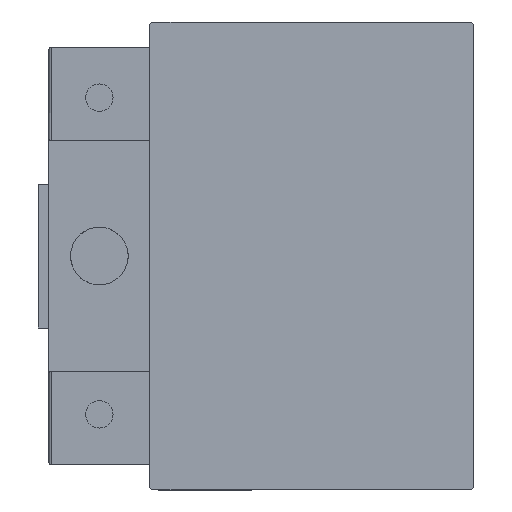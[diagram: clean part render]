
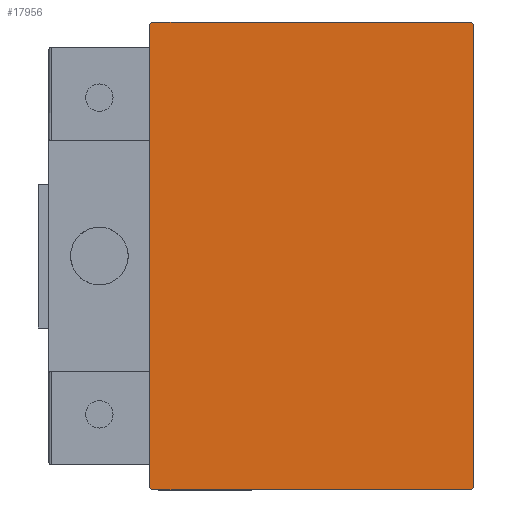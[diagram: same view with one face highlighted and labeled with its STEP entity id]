
A CAD part, left-side view. The second image highlights one B-rep face of the part: STEP entity #17956.
In plain terms, the highlighted face is planar.
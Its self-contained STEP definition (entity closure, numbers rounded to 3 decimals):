
#37 = VERTEX_POINT ( 'NONE', #8002 ) ;
#2057 = EDGE_CURVE ( 'NONE', #11406, #50525, #35386, .T. ) ;
#2918 = LINE ( 'NONE', #18541, #11574 ) ;
#3193 = VECTOR ( 'NONE', #7624, 1000. ) ;
#4017 = ORIENTED_EDGE ( 'NONE', *, *, #48759, .T. ) ;
#4489 = DIRECTION ( 'NONE',  ( 0., -0.707, 0.707 ) ) ;
#5691 = CARTESIAN_POINT ( 'NONE',  ( 70., 22.5, -32.2 ) ) ;
#5766 = CARTESIAN_POINT ( 'NONE',  ( 70., 22.2, 32.5 ) ) ;
#7624 = DIRECTION ( 'NONE',  ( 0., 0., -1. ) ) ;
#8002 = CARTESIAN_POINT ( 'NONE',  ( 70., -22.5, 32.2 ) ) ;
#8504 = DIRECTION ( 'NONE',  ( 0., 0., 1. ) ) ;
#8736 = CARTESIAN_POINT ( 'NONE',  ( 70., -27.35, -27.35 ) ) ;
#10036 = VECTOR ( 'NONE', #24334, 1000. ) ;
#10502 = CARTESIAN_POINT ( 'NONE',  ( 70., -22.5, -32.5 ) ) ;
#10940 = CARTESIAN_POINT ( 'NONE',  ( 70., -22.2, -32.5 ) ) ;
#11406 = VERTEX_POINT ( 'NONE', #5691 ) ;
#11574 = VECTOR ( 'NONE', #22621, 1000. ) ;
#12237 = LINE ( 'NONE', #27834, #3193 ) ;
#12830 = VERTEX_POINT ( 'NONE', #28541 ) ;
#12896 = ORIENTED_EDGE ( 'NONE', *, *, #20316, .T. ) ;
#14046 = AXIS2_PLACEMENT_3D ( 'NONE', #44902, #24174, #24681 ) ;
#14299 = EDGE_CURVE ( 'NONE', #14702, #17057, #41961, .T. ) ;
#14328 = DIRECTION ( 'NONE',  ( 0., 1., 0. ) ) ;
#14702 = VERTEX_POINT ( 'NONE', #10940 ) ;
#16755 = PLANE ( 'NONE',  #14046 ) ;
#17040 = LINE ( 'NONE', #48258, #18897 ) ;
#17057 = VERTEX_POINT ( 'NONE', #49308 ) ;
#17090 = ORIENTED_EDGE ( 'NONE', *, *, #32080, .T. ) ;
#17433 = EDGE_CURVE ( 'NONE', #17057, #11406, #2918, .T. ) ;
#17956 = ADVANCED_FACE ( 'NONE', ( #24428 ), #16755, .T. ) ;
#18541 = CARTESIAN_POINT ( 'NONE',  ( 70., 27.35, -27.35 ) ) ;
#18897 = VECTOR ( 'NONE', #44931, 1000. ) ;
#20316 = EDGE_CURVE ( 'NONE', #44505, #14702, #43792, .T. ) ;
#21375 = ORIENTED_EDGE ( 'NONE', *, *, #39786, .T. ) ;
#22621 = DIRECTION ( 'NONE',  ( 0., 0.707, 0.707 ) ) ;
#24174 = DIRECTION ( 'NONE',  ( 1., 0., 0. ) ) ;
#24334 = DIRECTION ( 'NONE',  ( 0., 0.707, -0.707 ) ) ;
#24428 = FACE_OUTER_BOUND ( 'NONE', #30600, .T. ) ;
#24681 = DIRECTION ( 'NONE',  ( 0., 0., -1. ) ) ;
#27834 = CARTESIAN_POINT ( 'NONE',  ( 70., -22.5, 32.5 ) ) ;
#28308 = EDGE_CURVE ( 'NONE', #37, #44505, #12237, .T. ) ;
#28541 = CARTESIAN_POINT ( 'NONE',  ( 70., -22.2, 32.5 ) ) ;
#30600 = EDGE_LOOP ( 'NONE', ( #43868, #40486, #42720, #21375, #4017, #17090, #39030, #12896 ) ) ;
#30678 = VECTOR ( 'NONE', #42980, 1000. ) ;
#31639 = LINE ( 'NONE', #39560, #49657 ) ;
#32080 = EDGE_CURVE ( 'NONE', #12830, #37, #47063, .T. ) ;
#34029 = CARTESIAN_POINT ( 'NONE',  ( 70., -22.5, -32.2 ) ) ;
#35386 = LINE ( 'NONE', #47147, #39772 ) ;
#39030 = ORIENTED_EDGE ( 'NONE', *, *, #28308, .T. ) ;
#39560 = CARTESIAN_POINT ( 'NONE',  ( 70., 27.35, 27.35 ) ) ;
#39772 = VECTOR ( 'NONE', #8504, 1000. ) ;
#39786 = EDGE_CURVE ( 'NONE', #50525, #47917, #31639, .T. ) ;
#40486 = ORIENTED_EDGE ( 'NONE', *, *, #17433, .T. ) ;
#41961 = LINE ( 'NONE', #10502, #44115 ) ;
#42720 = ORIENTED_EDGE ( 'NONE', *, *, #2057, .T. ) ;
#42980 = DIRECTION ( 'NONE',  ( 0., -0.707, -0.707 ) ) ;
#43792 = LINE ( 'NONE', #8736, #10036 ) ;
#43868 = ORIENTED_EDGE ( 'NONE', *, *, #14299, .T. ) ;
#44115 = VECTOR ( 'NONE', #14328, 1000. ) ;
#44505 = VERTEX_POINT ( 'NONE', #34029 ) ;
#44902 = CARTESIAN_POINT ( 'NONE',  ( 70., 0., 0. ) ) ;
#44931 = DIRECTION ( 'NONE',  ( 0., -1., 0. ) ) ;
#47063 = LINE ( 'NONE', #48399, #30678 ) ;
#47147 = CARTESIAN_POINT ( 'NONE',  ( 70., 22.5, -32.5 ) ) ;
#47917 = VERTEX_POINT ( 'NONE', #5766 ) ;
#48258 = CARTESIAN_POINT ( 'NONE',  ( 70., 22.5, 32.5 ) ) ;
#48399 = CARTESIAN_POINT ( 'NONE',  ( 70., -27.35, 27.35 ) ) ;
#48759 = EDGE_CURVE ( 'NONE', #47917, #12830, #17040, .T. ) ;
#49308 = CARTESIAN_POINT ( 'NONE',  ( 70., 22.2, -32.5 ) ) ;
#49657 = VECTOR ( 'NONE', #4489, 1000. ) ;
#50337 = CARTESIAN_POINT ( 'NONE',  ( 70., 22.5, 32.2 ) ) ;
#50525 = VERTEX_POINT ( 'NONE', #50337 ) ;
